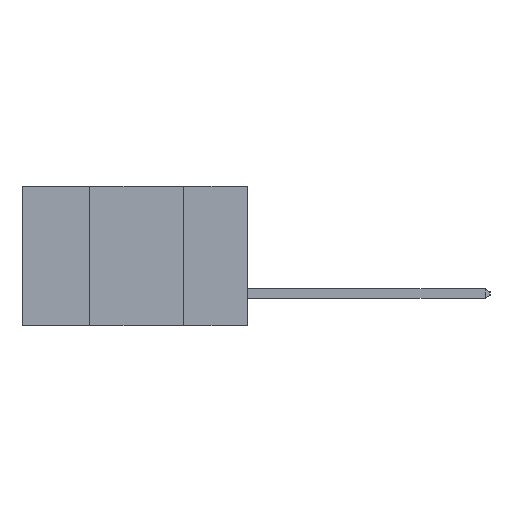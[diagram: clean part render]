
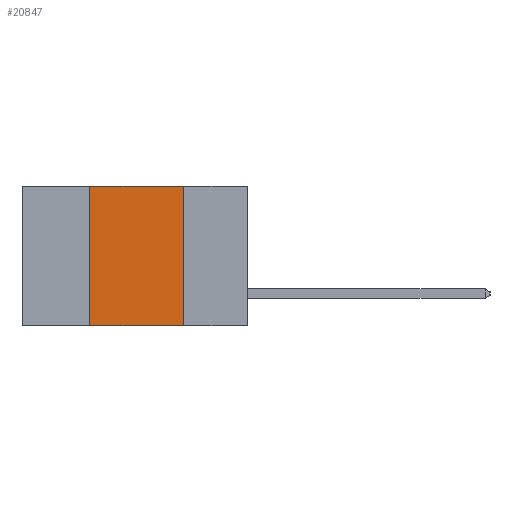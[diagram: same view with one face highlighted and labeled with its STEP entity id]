
A CAD part, left-side view. The second image highlights one B-rep face of the part: STEP entity #20847.
In plain terms, the highlighted planar face has unit normal (-1, 0, 0).
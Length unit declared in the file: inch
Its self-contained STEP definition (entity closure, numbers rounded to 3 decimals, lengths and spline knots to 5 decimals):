
#299 = VECTOR ( 'NONE', #14352, 39.37008 ) ;
#919 = VECTOR ( 'NONE', #2624, 39.37008 ) ;
#969 = CARTESIAN_POINT ( 'NONE',  ( 0., 0.42, -0.37 ) ) ;
#1611 = CARTESIAN_POINT ( 'NONE',  ( 0., 0.6, 0. ) ) ;
#1687 = DIRECTION ( 'NONE',  ( 0., 0., -1. ) ) ;
#1743 = CARTESIAN_POINT ( 'NONE',  ( 0., 0.42, 0. ) ) ;
#2624 = DIRECTION ( 'NONE',  ( 0., -1., 0. ) ) ;
#3176 = CARTESIAN_POINT ( 'NONE',  ( 0., 0.6, 0. ) ) ;
#5334 = ORIENTED_EDGE ( 'NONE', *, *, #9425, .F. ) ;
#5477 = DIRECTION ( 'NONE',  ( 0., 0., -1. ) ) ;
#6568 = VERTEX_POINT ( 'NONE', #969 ) ;
#8051 = VERTEX_POINT ( 'NONE', #11461 ) ;
#8912 = ORIENTED_EDGE ( 'NONE', *, *, #21130, .T. ) ;
#9295 = CARTESIAN_POINT ( 'NONE',  ( 0., 0.6, -0.37 ) ) ;
#9425 = EDGE_CURVE ( 'NONE', #6568, #17161, #13504, .T. ) ;
#9619 = VECTOR ( 'NONE', #5477, 39.37008 ) ;
#10059 = CARTESIAN_POINT ( 'NONE',  ( 0., 0.17, -0.37 ) ) ;
#10363 = EDGE_LOOP ( 'NONE', ( #17792, #15328, #5334, #8912 ) ) ;
#10552 = VERTEX_POINT ( 'NONE', #14389 ) ;
#10994 = DIRECTION ( 'NONE',  ( 0., -1., 0. ) ) ;
#11461 = CARTESIAN_POINT ( 'NONE',  ( 0., 0.17, -0.37 ) ) ;
#11958 = DIRECTION ( 'NONE',  ( 1., 0., 0. ) ) ;
#12445 = EDGE_CURVE ( 'NONE', #10552, #8051, #13669, .T. ) ;
#12558 = LINE ( 'NONE', #9295, #20977 ) ;
#12975 = AXIS2_PLACEMENT_3D ( 'NONE', #1611, #11958, #1687 ) ;
#13504 = LINE ( 'NONE', #14374, #299 ) ;
#13655 = PLANE ( 'NONE',  #12975 ) ;
#13669 = LINE ( 'NONE', #10059, #9619 ) ;
#14352 = DIRECTION ( 'NONE',  ( 0., 0., 1. ) ) ;
#14374 = CARTESIAN_POINT ( 'NONE',  ( 0., 0.42, -0.37 ) ) ;
#14389 = CARTESIAN_POINT ( 'NONE',  ( 0., 0.17, 0. ) ) ;
#14479 = FACE_OUTER_BOUND ( 'NONE', #10363, .T. ) ;
#15328 = ORIENTED_EDGE ( 'NONE', *, *, #15585, .F. ) ;
#15585 = EDGE_CURVE ( 'NONE', #17161, #10552, #19711, .T. ) ;
#17161 = VERTEX_POINT ( 'NONE', #1743 ) ;
#17792 = ORIENTED_EDGE ( 'NONE', *, *, #12445, .F. ) ;
#19711 = LINE ( 'NONE', #3176, #919 ) ;
#20847 = ADVANCED_FACE ( 'NONE', ( #14479 ), #13655, .F. ) ;
#20977 = VECTOR ( 'NONE', #10994, 39.37008 ) ;
#21130 = EDGE_CURVE ( 'NONE', #6568, #8051, #12558, .T. ) ;
